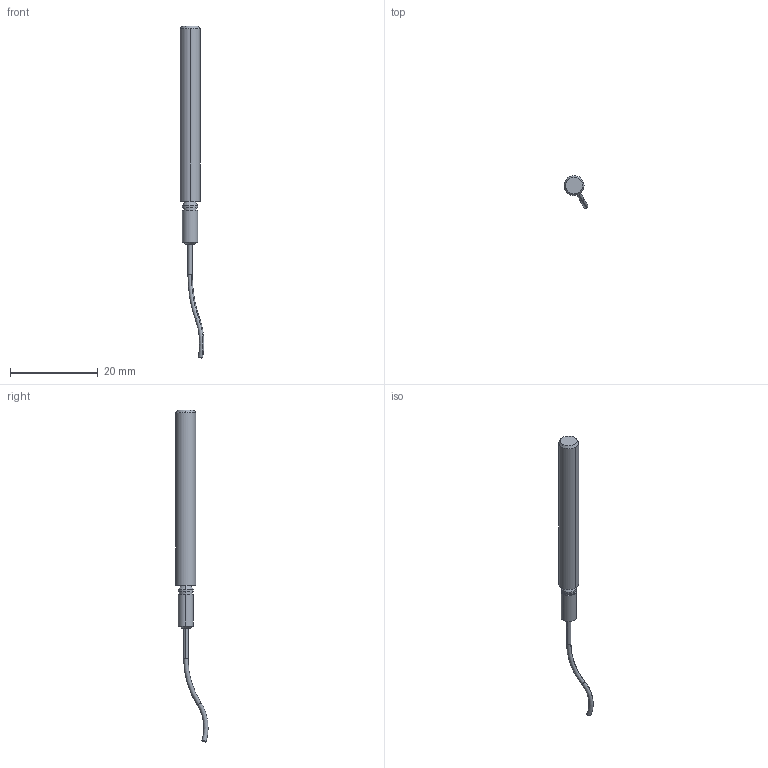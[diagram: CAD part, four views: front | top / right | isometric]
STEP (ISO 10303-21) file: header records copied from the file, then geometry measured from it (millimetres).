
FILE_DESCRIPTION (( 'STEP AP214' ), '1' );
FILE_NAME ('31210~1.STEP', '2020-08-06T14:56:45', ( '' ), ( '' ), 'SwSTEP 2.0', 'SolidWorks 2018', '' );
FILE_SCHEMA (( 'AUTOMOTIVE_DESIGN' ));
Length unit declared in the file: millimetre
Products named in the file (1): 31210~1
Bounding box: 5.43 x 7.37 x 75.84 mm (x, y, z)
Volume: 402.3 mm3; surface area: 1235.6 mm2
Topology: 1 solids, 2 shells, 35 faces, 70 edges, 44 vertices
Faces by surface type: cylinder 16, plane 9, cone 6, torus 4
Entity records: 1268 total; most frequent: DIRECTION 190, CARTESIAN_POINT 150, ORIENTED_EDGE 140, AXIS2_PLACEMENT_3D 84, EDGE_CURVE 70, CIRCLE 48, VERTEX_POINT 44, EDGE_LOOP 40
